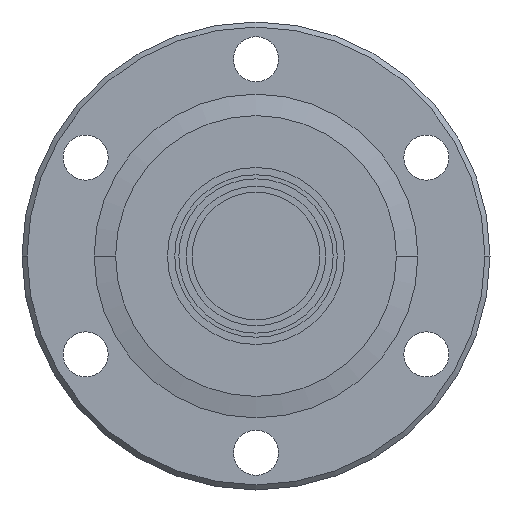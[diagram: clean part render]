
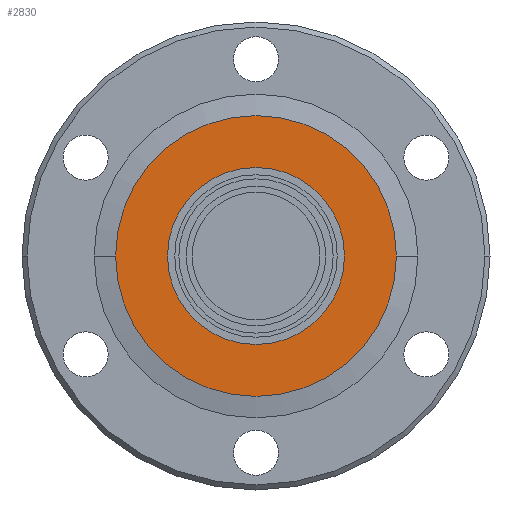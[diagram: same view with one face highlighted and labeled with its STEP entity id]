
A CAD part, front view. The second image highlights one B-rep face of the part: STEP entity #2830.
In plain terms, the highlighted planar face has unit normal (0, -1, 0).
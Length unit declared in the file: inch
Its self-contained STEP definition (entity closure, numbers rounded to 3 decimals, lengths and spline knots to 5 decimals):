
#2 = CARTESIAN_POINT ( 'NONE',  ( -0.825, 0.72412, 0. ) ) ;
#338 = EDGE_CURVE ( 'NONE', #1393, #1389, #2196, .T. ) ;
#376 = AXIS2_PLACEMENT_3D ( 'NONE', #1633, #1637, #1638 ) ;
#431 = AXIS2_PLACEMENT_3D ( 'NONE', #1691, #1692, #1693 ) ;
#434 = AXIS2_PLACEMENT_3D ( 'NONE', #1688, #1689, #1690 ) ;
#450 = AXIS2_PLACEMENT_3D ( 'NONE', #1949, #1951, #1953 ) ;
#602 = FACE_BOUND ( 'NONE', #2340, .T. ) ;
#610 = FACE_OUTER_BOUND ( 'NONE', #2342, .T. ) ;
#684 = CIRCLE ( 'NONE', #434, 0.825 ) ;
#685 = CIRCLE ( 'NONE', #431, 0.52 ) ;
#954 = AXIS2_PLACEMENT_3D ( 'NONE', #2973, #2971, #2970 ) ;
#1005 = CARTESIAN_POINT ( 'NONE',  ( 0., 0.72412, 0.52 ) ) ;
#1009 = CARTESIAN_POINT ( 'NONE',  ( 0., 0.72412, -0.52 ) ) ;
#1234 = ORIENTED_EDGE ( 'NONE', *, *, #2113, .T. ) ;
#1235 = ORIENTED_EDGE ( 'NONE', *, *, #2089, .T. ) ;
#1236 = ORIENTED_EDGE ( 'NONE', *, *, #2114, .T. ) ;
#1237 = ORIENTED_EDGE ( 'NONE', *, *, #338, .T. ) ;
#1389 = VERTEX_POINT ( 'NONE', #1005 ) ;
#1393 = VERTEX_POINT ( 'NONE', #1009 ) ;
#1441 = VERTEX_POINT ( 'NONE', #2 ) ;
#1633 = CARTESIAN_POINT ( 'NONE',  ( 0., 0.72412, 0.825 ) ) ;
#1635 = PLANE ( 'NONE',  #376 ) ;
#1637 = DIRECTION ( 'NONE',  ( 0., -1., 0. ) ) ;
#1638 = DIRECTION ( 'NONE',  ( -1., 0., 0. ) ) ;
#1688 = CARTESIAN_POINT ( 'NONE',  ( 0., 0.72412, 0. ) ) ;
#1689 = DIRECTION ( 'NONE',  ( 0., -1., 0. ) ) ;
#1690 = DIRECTION ( 'NONE',  ( -1., 0., 0. ) ) ;
#1691 = CARTESIAN_POINT ( 'NONE',  ( 0., 0.72412, 0. ) ) ;
#1692 = DIRECTION ( 'NONE',  ( 0., 1., 0. ) ) ;
#1693 = DIRECTION ( 'NONE',  ( 0., 0., 1. ) ) ;
#1768 = CARTESIAN_POINT ( 'NONE',  ( 0.825, 0.72412, 0. ) ) ;
#1859 = CIRCLE ( 'NONE', #450, 0.825 ) ;
#1949 = CARTESIAN_POINT ( 'NONE',  ( 0., 0.72412, 0. ) ) ;
#1951 = DIRECTION ( 'NONE',  ( 0., -1., 0. ) ) ;
#1953 = DIRECTION ( 'NONE',  ( -1., 0., 0. ) ) ;
#2089 = EDGE_CURVE ( 'NONE', #2492, #1441, #1859, .T. ) ;
#2113 = EDGE_CURVE ( 'NONE', #1441, #2492, #684, .T. ) ;
#2114 = EDGE_CURVE ( 'NONE', #1389, #1393, #685, .T. ) ;
#2196 = CIRCLE ( 'NONE', #954, 0.52 ) ;
#2340 = EDGE_LOOP ( 'NONE', ( #1236, #1237 ) ) ;
#2342 = EDGE_LOOP ( 'NONE', ( #1234, #1235 ) ) ;
#2492 = VERTEX_POINT ( 'NONE', #1768 ) ;
#2830 = ADVANCED_FACE ( 'NONE', ( #610, #602 ), #1635, .T. ) ;
#2970 = DIRECTION ( 'NONE',  ( 0., 0., 1. ) ) ;
#2971 = DIRECTION ( 'NONE',  ( 0., 1., 0. ) ) ;
#2973 = CARTESIAN_POINT ( 'NONE',  ( 0., 0.72412, 0. ) ) ;
